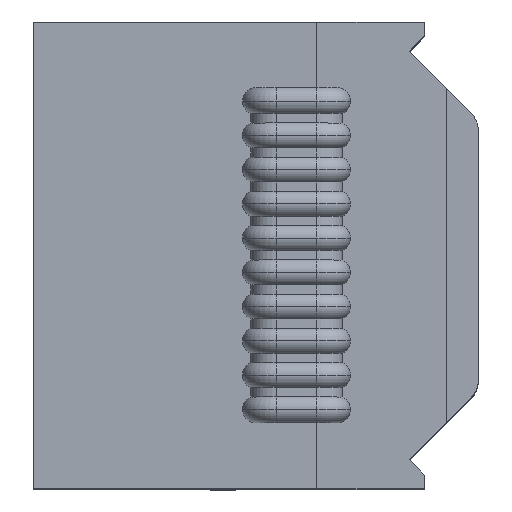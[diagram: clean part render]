
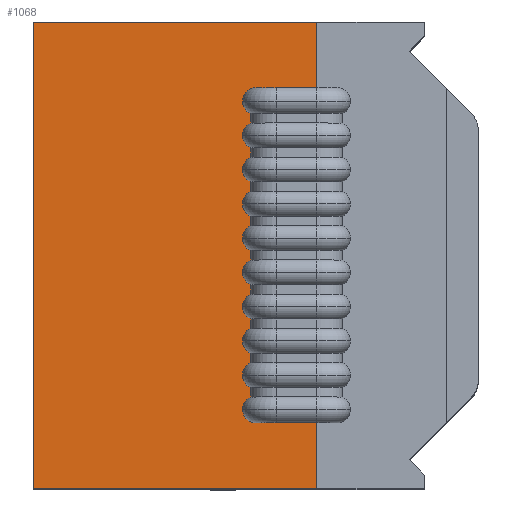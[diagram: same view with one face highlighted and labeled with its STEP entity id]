
A CAD part, top view. The second image highlights one B-rep face of the part: STEP entity #1068.
In plain terms, the highlighted planar face has unit normal (0, 0, 1).
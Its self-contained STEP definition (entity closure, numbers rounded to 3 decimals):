
#1068=ADVANCED_FACE('NONE',(#2606),#2607,.T.);
#2606=FACE_OUTER_BOUND('',#4616,.T.);
#2607=PLANE('',#4617);
#4616=EDGE_LOOP('',(#7630,#7631,#7632,#7633));
#4617=AXIS2_PLACEMENT_3D('',#7634,#7635,#7636);
#7630=ORIENTED_EDGE('',*,*,#12723,.F.);
#7631=ORIENTED_EDGE('',*,*,#12617,.T.);
#7632=ORIENTED_EDGE('',*,*,#12638,.T.);
#7633=ORIENTED_EDGE('',*,*,#12631,.T.);
#7634=CARTESIAN_POINT('',(15.5,4.064,32.347));
#7635=DIRECTION('',(0.0,0.0,1.0));
#7636=DIRECTION('',(0.0,-1.0,0.0));
#12617=EDGE_CURVE('NONE',#15352,#15350,#15353,.T.);
#12631=EDGE_CURVE('NONE',#15365,#15377,#15379,.T.);
#12638=EDGE_CURVE('NONE',#15350,#15365,#15390,.T.);
#12723=EDGE_CURVE('NONE',#15352,#15377,#15539,.T.);
#15350=VERTEX_POINT('NONE',#18699);
#15352=VERTEX_POINT('NONE',#18702);
#15353=LINE('',#18703,#18704);
#15365=VERTEX_POINT('NONE',#18721);
#15377=VERTEX_POINT('NONE',#18739);
#15379=LINE('',#18742,#18743);
#15390=LINE('',#18759,#18760);
#15539=LINE('',#18979,#18980);
#18699=CARTESIAN_POINT('',(0.,17.3,32.347));
#18702=CARTESIAN_POINT('',(10.5,17.3,32.347));
#18703=CARTESIAN_POINT('',(14.5,17.3,32.347));
#18704=VECTOR('',#22740,1000.0);
#18721=CARTESIAN_POINT('',(0.,0.,32.347));
#18739=CARTESIAN_POINT('',(10.5,0.,32.347));
#18742=CARTESIAN_POINT('',(0.,0.,32.347));
#18743=VECTOR('',#22753,1000.0);
#18759=CARTESIAN_POINT('',(0.,17.3,32.347));
#18760=VECTOR('',#22759,1000.0);
#18979=CARTESIAN_POINT('',(10.5,4.064,32.347));
#18980=VECTOR('',#22842,1000.0);
#22740=DIRECTION('',(-1.0,0.0,0.0));
#22753=DIRECTION('',(1.0,0.,0.0));
#22759=DIRECTION('',(0.0,-1.0,0.0));
#22842=DIRECTION('',(0.,-1.0,0.0));
